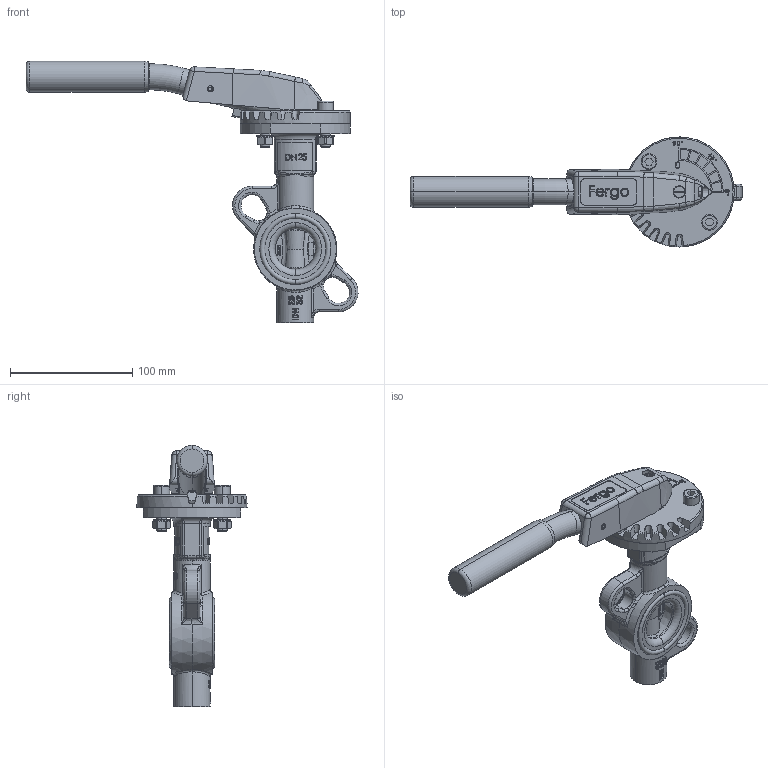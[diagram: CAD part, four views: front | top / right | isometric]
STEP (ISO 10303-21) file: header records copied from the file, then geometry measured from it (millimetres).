
FILE_DESCRIPTION (( 'STEP AP214' ), '1' );
FILE_NAME ('AK210 DN25.STEP', '2022-09-07T08:26:33', ( '' ), ( '' ), 'SwSTEP 2.0', 'SolidWorks 2022', '' );
FILE_SCHEMA (( 'AUTOMOTIVE_DESIGN' ));
Length unit declared in the file: millimetre
Products named in the file (1): AK210 DN25
Bounding box: 271.56 x 90 x 213.82 mm (x, y, z)
Volume: 440391.7 mm3; surface area: 100525.7 mm2
Topology: 2 solids, 3 shells, 1369 faces, 3591 edges, 2285 vertices
Faces by surface type: plane 660, bspline 309, cylinder 245, cone 71, torus 66, sphere 18
Entity records: 70292 total; most frequent: CARTESIAN_POINT 39399, ORIENTED_EDGE 7118, DIRECTION 5321, EDGE_CURVE 3559, VERTEX_POINT 2285, AXIS2_PLACEMENT_3D 1787, VECTOR 1747, LINE 1747
